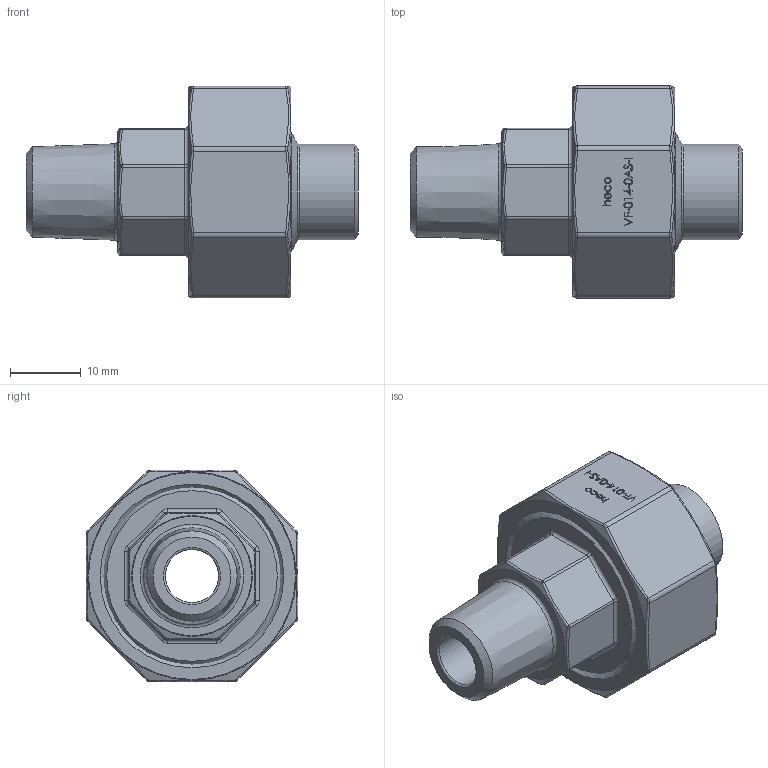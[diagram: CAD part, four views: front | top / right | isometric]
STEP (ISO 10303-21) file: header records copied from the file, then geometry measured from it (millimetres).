
FILE_DESCRIPTION (( 'STEP AP214' ), '1' );
FILE_NAME ('VF-014-0AS-I Verschraubung flach 2201.STEP', '2022-01-25T13:29:03', ( '' ), ( '' ), 'SwSTEP 2.0', 'SolidWorks 2019', '' );
FILE_SCHEMA (( 'AUTOMOTIVE_DESIGN' ));
Length unit declared in the file: millimetre
Products named in the file (1): VF-014-0AS-I Verschraubung flach 2201
Bounding box: 47 x 30 x 30 mm (x, y, z)
Volume: 12582 mm3; surface area: 9284.2 mm2
Topology: 4 solids, 4 shells, 322 faces, 777 edges, 490 vertices
Faces by surface type: plane 129, bspline 116, cylinder 36, torus 29, cone 12
Full cylindrical faces by diameter (mm): 7.5 x1, 10 x1, 13.5 x1, 14 x2, 15 x1, 21 x1, 21.3 x1, 24 x2, 24.38 x1, 26 x1
Entity records: 16953 total; most frequent: CARTESIAN_POINT 6857, ORIENTED_EDGE 1436, DIRECTION 1036, EDGE_CURVE 718, VERTEX_POINT 476, EDGE_LOOP 402, FACE_OUTER_BOUND 355, LINE 350
